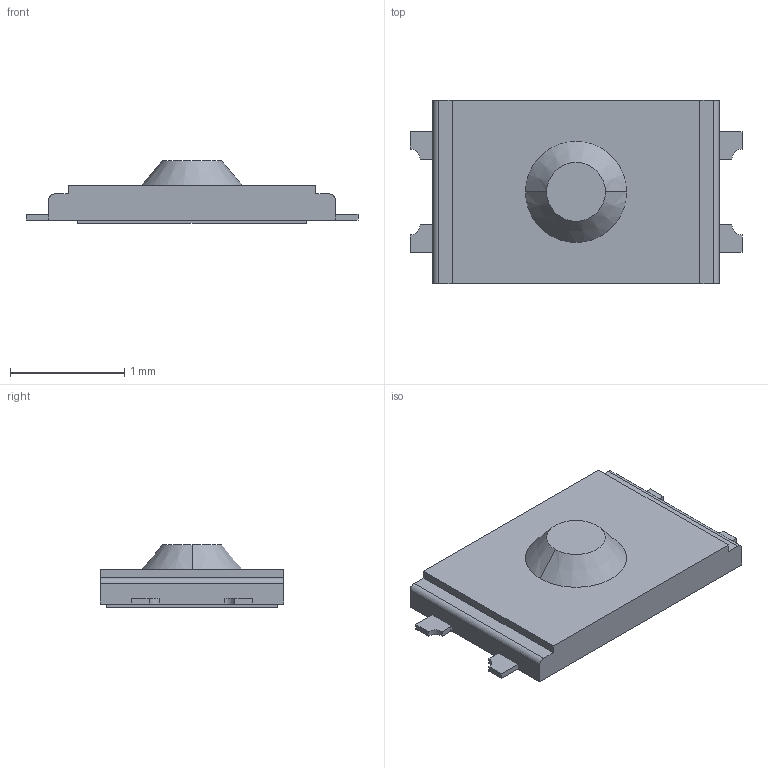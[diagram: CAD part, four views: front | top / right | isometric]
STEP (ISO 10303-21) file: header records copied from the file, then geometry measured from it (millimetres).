
FILE_DESCRIPTION (( 'STEP AP214' ), '1' );
FILE_NAME ('MITSUMI_R-668049.STEP', '2022-01-03T12:52:15', ( '' ), ( '' ), 'SwSTEP 2.0', 'SolidWorks 2019', '' );
FILE_SCHEMA (( 'AUTOMOTIVE_DESIGN' ));
Length unit declared in the file: millimetre
Products named in the file (1): MITSUMI_R-668049
Bounding box: 2.9 x 1.6 x 0.55 mm (x, y, z)
Volume: 1.4 mm3; surface area: 18.5 mm2
Topology: 2 solids, 2 shells, 57 faces, 152 edges, 100 vertices
Faces by surface type: plane 45, cylinder 10, cone 2
Entity records: 2428 total; most frequent: CARTESIAN_POINT 310, ORIENTED_EDGE 304, DIRECTION 292, EDGE_CURVE 152, VECTOR 128, LINE 128, VERTEX_POINT 100, AXIS2_PLACEMENT_3D 82
